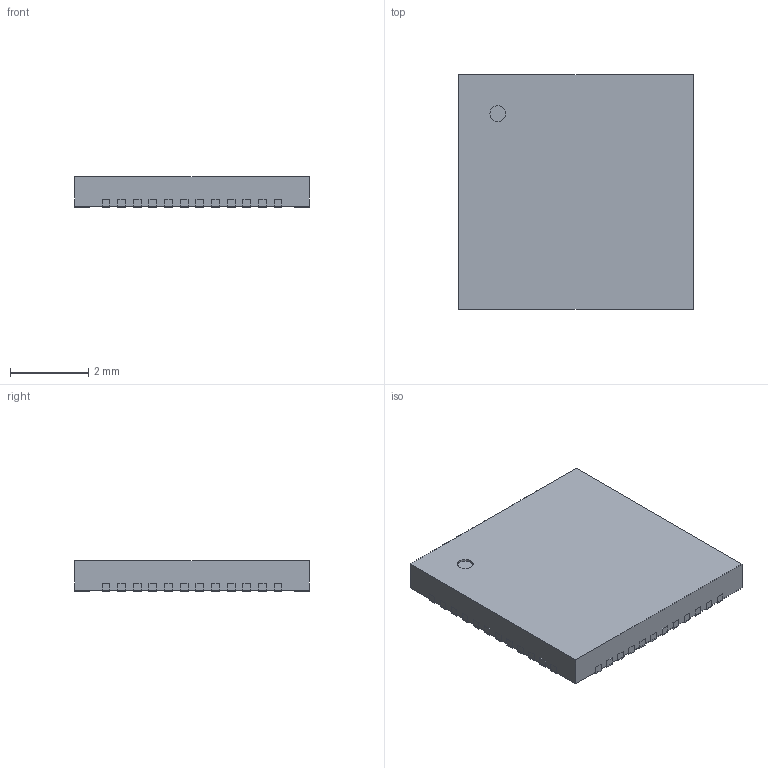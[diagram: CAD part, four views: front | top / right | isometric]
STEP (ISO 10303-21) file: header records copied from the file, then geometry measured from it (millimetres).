
FILE_DESCRIPTION(('FreeCAD Model'),'2;1');
FILE_NAME('AXP209.step', '2019-08-24T23:48:42',('kicad StepUp'),('ksu MCAD'), 'Open CASCADE STEP processor 7.3','FreeCAD','Unknown');
FILE_SCHEMA(('AUTOMOTIVE_DESIGN { 1 0 10303 214 1 1 1 1 }'));
Length unit declared in the file: millimetre
Products named in the file (1): AXP209
Bounding box: 6.02 x 6.02 x 0.78 mm (x, y, z)
Surface area: 148.9 mm2
Topology: 50 solids, 50 shells, 399 faces, 894 edges, 596 vertices
Faces by surface type: plane 302, cylinder 97
Full cylindrical faces by diameter (mm): 0.4 x1
Entity records: 25373 total; most frequent: CARTESIAN_POINT 3678, DIRECTION 3676, LINE 2294, VECTOR 2294, ORIENTED_EDGE 1788, PCURVE 1788, DEFINITIONAL_REPRESENTATION 1788, EDGE_CURVE 894
